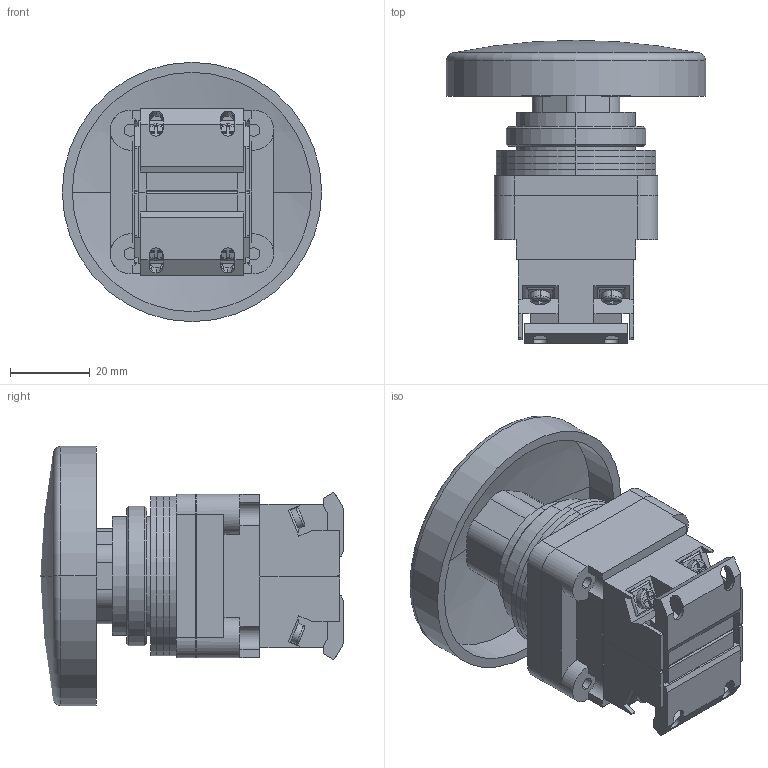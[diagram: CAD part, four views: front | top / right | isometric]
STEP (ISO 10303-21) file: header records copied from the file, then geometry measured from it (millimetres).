
FILE_DESCRIPTION (( 'STEP AP214' ), '1' );
FILE_NAME ('AR30B0R-11Y.step', '2017-08-28T20:55:43', ( '' ), ( '' ), 'SwSTEP 2.0', 'SolidWorks 2017', '' );
FILE_SCHEMA (( 'AUTOMOTIVE_DESIGN' ));
Length unit declared in the file: millimetre
Products named in the file (1): AR30B0R-11Y
Bounding box: 65 x 76 x 65 mm (x, y, z)
Volume: 83080.2 mm3; surface area: 42286 mm2
Topology: 20 solids, 20 shells, 381 faces, 977 edges, 631 vertices
Faces by surface type: plane 236, cylinder 127, torus 10, cone 4, sphere 4
Entity records: 11780 total; most frequent: CARTESIAN_POINT 2261, ORIENTED_EDGE 1954, DIRECTION 1905, EDGE_CURVE 977, VECTOR 671, LINE 671, VERTEX_POINT 631, AXIS2_PLACEMENT_3D 617
